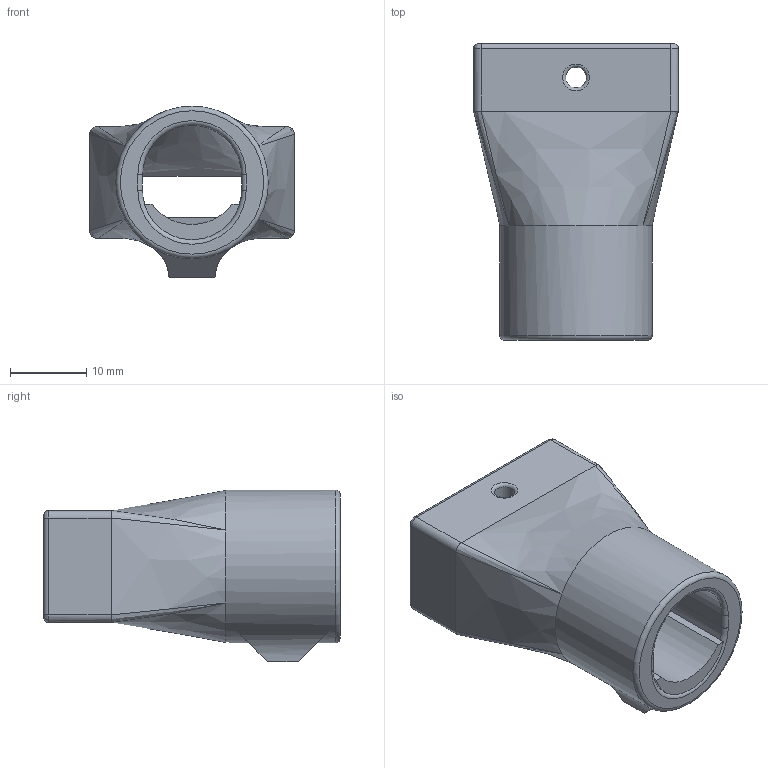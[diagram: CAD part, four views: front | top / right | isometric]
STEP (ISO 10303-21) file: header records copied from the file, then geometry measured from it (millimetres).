
FILE_DESCRIPTION(/* description */ (''),/* implementation_level */ '2;1');
FILE_NAME(/* name */ 'B-Microfit_16P_Cable_Clamp-B.stp',/* time_stamp */ '2020-11-27T10:43:36-08:00',/* author */ (''),/* organization */ (''),/* preprocessor_version */ 'ST-DEVELOPER v18.1',/* originating_system */ 'Autodesk Translation Framework v9.3.0.1241',/* authorisation */ '');
FILE_SCHEMA (('AUTOMOTIVE_DESIGN { 1 0 10303 214 3 1 1 }'));
Length unit declared in the file: millimetre
Products named in the file (1): FusionComponent
Bounding box: 26.85 x 38.85 x 22.5 mm (x, y, z)
Volume: 7248.2 mm3; surface area: 5604.8 mm2
Topology: 2 solids, 2 shells, 92 faces, 252 edges, 161 vertices
Faces by surface type: plane 34, cylinder 33, bspline 18, torus 6, cone 1
Full cylindrical faces by diameter (mm): 2.7 x3, 20 x1
Entity records: 3537 total; most frequent: CARTESIAN_POINT 1235, ORIENTED_EDGE 494, DIRECTION 445, EDGE_CURVE 247, AXIS2_PLACEMENT_3D 169, VERTEX_POINT 161, LINE 107, VECTOR 107
